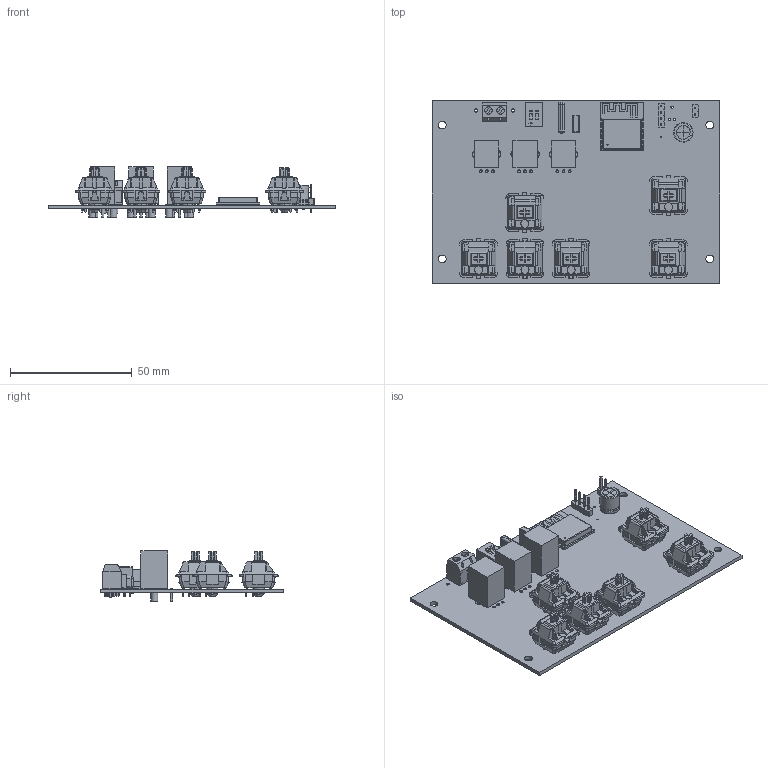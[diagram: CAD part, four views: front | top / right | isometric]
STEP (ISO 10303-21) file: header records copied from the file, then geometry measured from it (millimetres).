
FILE_DESCRIPTION(('KiCad electronic assembly'),'2;1');
FILE_NAME('EspRemote.step','2025-02-12T12:17:32',('Pcbnew'),('Kicad'), 'Open CASCADE STEP processor 7.7','KiCad to STEP converter','Unknown' );
FILE_SCHEMA(('AUTOMOTIVE_DESIGN { 1 0 10303 214 1 1 1 1 }'));
Length unit declared in the file: millimetre
Products named in the file (22): EspRemote 1; PinHeader_1x04_P2.54mm_Vertical; PinHeader_1x04_P254mm_Vertical; Cherry_MX; MX1A-E1NW; ESP32-C3-WROOM-02; PTV09A-4025F-B103; ASSEMBLY; KF301-5.0-2P; PinHeader_1x02_P2.54mm_Vertical; PinHeader_1x02_P254mm_Vertical; C_Rect_L7.2mm_W2.5mm_P5.00mm_FKS2_FKP2_MKS2_MKP2; C_Rect_L72mm_W25mm_P500mm_FKS2_FKP2_MKS2_MKP2; R_Array_SIP5; SW_DIP_SPSTx02_Slide_9.78x7.26mm_W7.62mm_P2.54mm; SW_DIP_SPSTx02_Slide_978x726mm_W762mm_P254mm; CP_Radial_D8.0mm_P3.50mm; CP_Radial_D80mm_P350mm; EspRemote_PCB
Assembly tree (28 placements, depth 3):
  EspRemote 1
    PinHeader_1x04_P2.54mm_Vertical
      PinHeader_1x04_P254mm_Vertical
    Cherry_MX  x6
      MX1A-E1NW
    ESP32-C3-WROOM-02
      ESP32-C3-WROOM-02
    PTV09A-4025F-B103  x3
      ASSEMBLY
    KF301-5.0-2P
      KF301-5.0-2P
    PinHeader_1x02_P2.54mm_Vertical
      PinHeader_1x02_P254mm_Vertical
    C_Rect_L7.2mm_W2.5mm_P5.00mm_FKS2_FKP2_MKS2_MKP2
      C_Rect_L72mm_W25mm_P500mm_FKS2_FKP2_MKS2_MKP2
    R_Array_SIP5
      R_Array_SIP5
    SW_DIP_SPSTx02_Slide_9.78x7.26mm_W7.62mm_P2.54mm
      SW_DIP_SPSTx02_Slide_978x726mm_W762mm_P254mm
    CP_Radial_D8.0mm_P3.50mm
      CP_Radial_D80mm_P350mm
    EspRemote_PCB
Bounding box: 118 x 75 x 20.6 mm (x, y, z)
Volume: 31810.5 mm3; surface area: 37550.1 mm2
Topology: 158 solids, 159 shells, 2536 faces, 6218 edges, 4012 vertices
Faces by surface type: plane 2018, cylinder 402, sphere 64, cone 36, bspline 8, revolution 6, torus 2
Full cylindrical faces by diameter (mm): 0.3 x12, 0.5 x6, 0.8 x13, 0.991 x3, 1 x56, 1.2 x9, 1.3 x4, 1.5 x12, 1.7 x12, 2 x4, 2.924 x30, 3 x4, 3.124 x6, 3.2 x4, 4 x6
Entity records: 42176 total; most frequent: CARTESIAN_POINT 7120, ORIENTED_EDGE 5900, DIRECTION 5886, EDGE_CURVE 2950, LINE 2384, VECTOR 2384, VERTEX_POINT 1916, AXIS2_PLACEMENT_3D 1748
